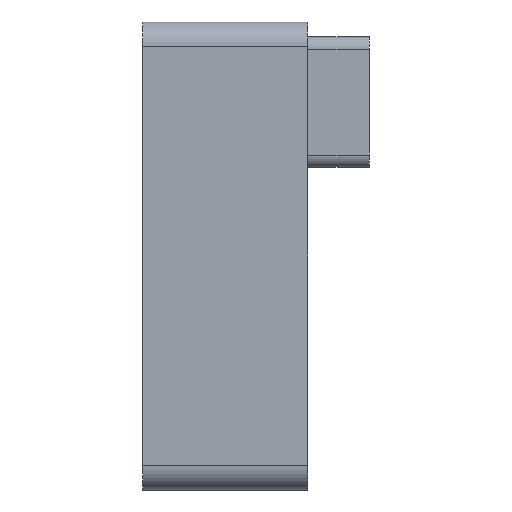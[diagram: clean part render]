
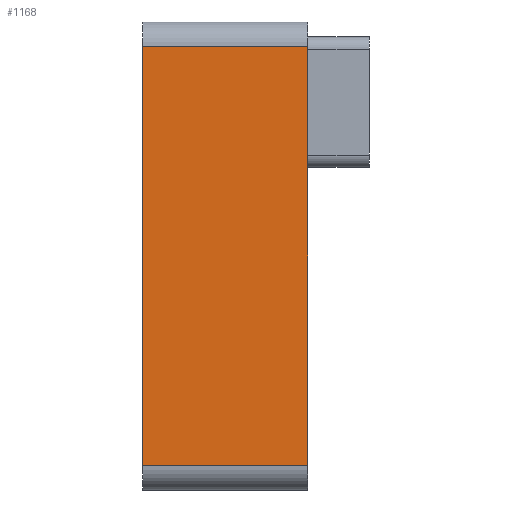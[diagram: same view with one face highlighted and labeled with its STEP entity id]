
A CAD part, front view. The second image highlights one B-rep face of the part: STEP entity #1168.
In plain terms, the highlighted planar face has unit normal (0, -1, 0).
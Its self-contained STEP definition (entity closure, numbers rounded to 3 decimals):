
#970 = ORIENTED_EDGE ( 'NONE', *, *, #14642, .F. ) ;
#1168 = ADVANCED_FACE ( 'NONE', ( #8346 ), #15829, .F. ) ;
#1416 = VERTEX_POINT ( 'NONE', #4333 ) ;
#2365 = CARTESIAN_POINT ( 'NONE',  ( -3.35, -15.5, 8.5 ) ) ;
#2388 = VECTOR ( 'NONE', #8930, 1000. ) ;
#2989 = ORIENTED_EDGE ( 'NONE', *, *, #8406, .T. ) ;
#3069 = EDGE_LOOP ( 'NONE', ( #2989, #970, #19833, #18201 ) ) ;
#3308 = VERTEX_POINT ( 'NONE', #2365 ) ;
#4059 = EDGE_CURVE ( 'NONE', #18070, #3308, #15136, .T. ) ;
#4333 = CARTESIAN_POINT ( 'NONE',  ( -3.35, -15.5, -8.5 ) ) ;
#4785 = VECTOR ( 'NONE', #12566, 1000. ) ;
#4870 = DIRECTION ( 'NONE',  ( 0., 1., 0. ) ) ;
#4930 = DIRECTION ( 'NONE',  ( 0., 0., -1. ) ) ;
#7877 = AXIS2_PLACEMENT_3D ( 'NONE', #14328, #4870, #19016 ) ;
#8346 = FACE_OUTER_BOUND ( 'NONE', #3069, .T. ) ;
#8406 = EDGE_CURVE ( 'NONE', #3308, #1416, #12077, .T. ) ;
#8930 = DIRECTION ( 'NONE',  ( -1., 0., 0. ) ) ;
#9797 = CARTESIAN_POINT ( 'NONE',  ( 3.35, -15.5, 8.5 ) ) ;
#11388 = DIRECTION ( 'NONE',  ( 0., 0., -1. ) ) ;
#12077 = LINE ( 'NONE', #17349, #18259 ) ;
#12482 = CARTESIAN_POINT ( 'NONE',  ( 3.35, -15.5, 8.5 ) ) ;
#12566 = DIRECTION ( 'NONE',  ( -1., 0., 0. ) ) ;
#13287 = LINE ( 'NONE', #18339, #2388 ) ;
#14248 = CARTESIAN_POINT ( 'NONE',  ( 3.35, -15.5, 8.5 ) ) ;
#14328 = CARTESIAN_POINT ( 'NONE',  ( 3.35, -15.5, 8.5 ) ) ;
#14642 = EDGE_CURVE ( 'NONE', #17043, #1416, #13287, .T. ) ;
#15136 = LINE ( 'NONE', #12482, #4785 ) ;
#15364 = LINE ( 'NONE', #14248, #17357 ) ;
#15829 = PLANE ( 'NONE',  #7877 ) ;
#17043 = VERTEX_POINT ( 'NONE', #20377 ) ;
#17349 = CARTESIAN_POINT ( 'NONE',  ( -3.35, -15.5, 8.5 ) ) ;
#17357 = VECTOR ( 'NONE', #4930, 1000. ) ;
#18070 = VERTEX_POINT ( 'NONE', #9797 ) ;
#18201 = ORIENTED_EDGE ( 'NONE', *, *, #4059, .T. ) ;
#18259 = VECTOR ( 'NONE', #11388, 1000. ) ;
#18339 = CARTESIAN_POINT ( 'NONE',  ( 3.35, -15.5, -8.5 ) ) ;
#19016 = DIRECTION ( 'NONE',  ( 0., 0., 1. ) ) ;
#19409 = EDGE_CURVE ( 'NONE', #18070, #17043, #15364, .T. ) ;
#19833 = ORIENTED_EDGE ( 'NONE', *, *, #19409, .F. ) ;
#20377 = CARTESIAN_POINT ( 'NONE',  ( 3.35, -15.5, -8.5 ) ) ;
